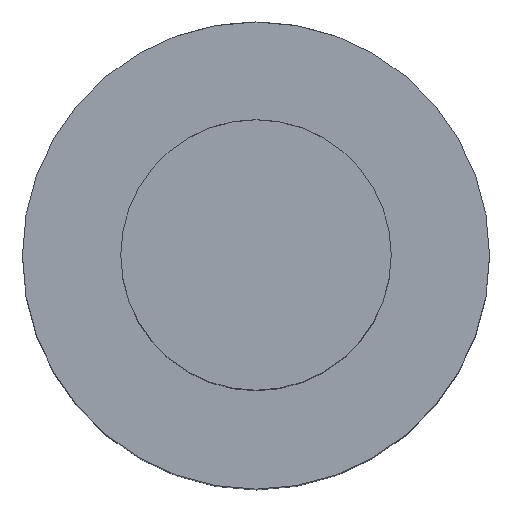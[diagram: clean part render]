
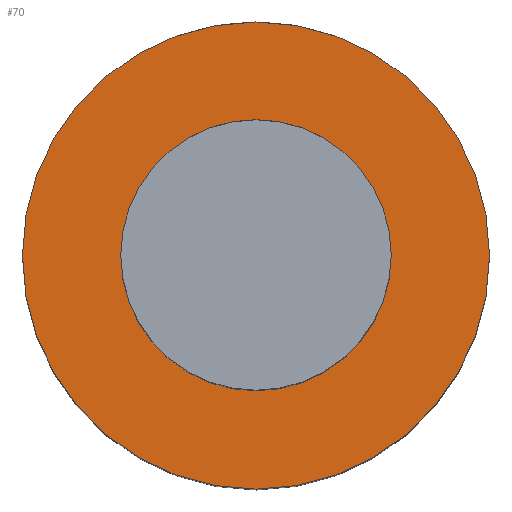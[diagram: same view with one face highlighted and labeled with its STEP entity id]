
A CAD part, top view. The second image highlights one B-rep face of the part: STEP entity #70.
In plain terms, the highlighted planar face has unit normal (0, 0, 1).
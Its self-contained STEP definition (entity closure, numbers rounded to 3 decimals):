
#48=EDGE_CURVE('240[2]',#124,#124,#125,.T.);
#70=ADVANCED_FACE('240[2]',(#159,#160),#161,.T.);
#72=EDGE_CURVE('240[2]',#163,#163,#164,.T.);
#124=VERTEX_POINT('',#223);
#125=CIRCLE('',#224,9.5);
#159=FACE_BOUND('',#332,.T.);
#160=FACE_OUTER_BOUND('',#333,.T.);
#161=PLANE('',#334);
#163=VERTEX_POINT('',#337);
#164=CIRCLE('',#338,5.5);
#223=CARTESIAN_POINT('',(0.,9.5,0.));
#224=AXIS2_PLACEMENT_3D('',#534,#535,#536);
#332=EDGE_LOOP('',(#569));
#333=EDGE_LOOP('',(#570));
#334=AXIS2_PLACEMENT_3D('',#571,#572,#573);
#337=CARTESIAN_POINT('',(5.5,0.0,0.0));
#338=AXIS2_PLACEMENT_3D('',#574,#575,#576);
#534=CARTESIAN_POINT('',(0.0,0.0,0.0));
#535=DIRECTION('',(0.,0.,-1.0));
#536=DIRECTION('',(0.,1.0,0.));
#569=ORIENTED_EDGE('',*,*,#72,.T.);
#570=ORIENTED_EDGE('',*,*,#48,.F.);
#571=CARTESIAN_POINT('',(0.,4.75,0.));
#572=DIRECTION('',(0.,0.,1.0));
#573=DIRECTION('',(1.0,0.,0.0));
#574=CARTESIAN_POINT('',(0.0,0.0,0.));
#575=DIRECTION('',(0.,0.,-1.0));
#576=DIRECTION('',(1.0,0.,0.));
